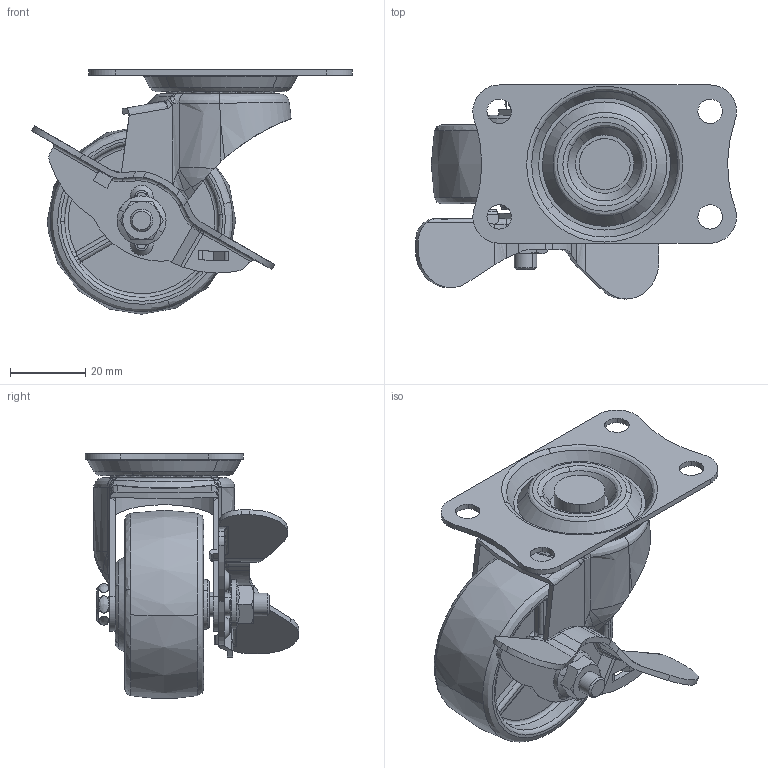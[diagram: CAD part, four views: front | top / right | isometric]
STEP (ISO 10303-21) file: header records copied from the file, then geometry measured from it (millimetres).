
FILE_DESCRIPTION((''),'2;1');
FILE_NAME('','2006-01-18T10:39:57',(''),(''),'','CADfix','');
FILE_SCHEMA(('AUTOMOTIVE_DESIGN'));
Length unit declared in the file: millimetre
Products named in the file (7): wheel; mounting plate; main shaft; lever; body; axle; 315E_N50_9956_36
Assembly tree (6 placements, depth 2):
  315E_N50_9956_36
    wheel
    mounting plate
    main shaft
    lever
    body
    axle
Bounding box: 85.21 x 56.75 x 64.91 mm (x, y, z)
Volume: 46017 mm3; surface area: 31587.6 mm2
Topology: 12 solids, 12 shells, 534 faces, 1621 edges, 1140 vertices
Faces by surface type: bspline 534
Entity records: 33237 total; most frequent: CARTESIAN_POINT 23595, ORIENTED_EDGE 3218, EDGE_CURVE 1609, B_SPLINE_CURVE_WITH_KNOTS 1187, VERTEX_POINT 1140, EDGE_LOOP 601, FACE_OUTER_BOUND 534, ADVANCED_FACE 534
